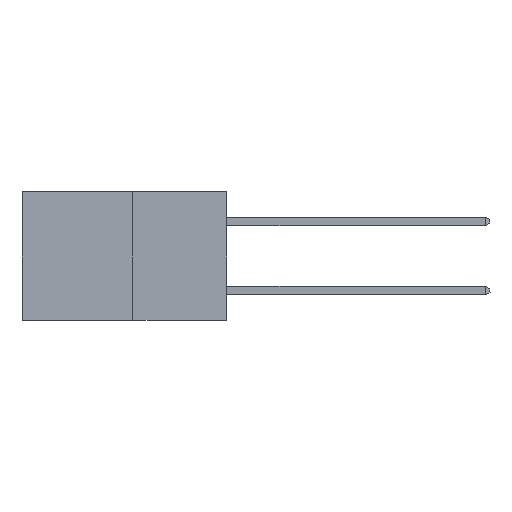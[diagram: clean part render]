
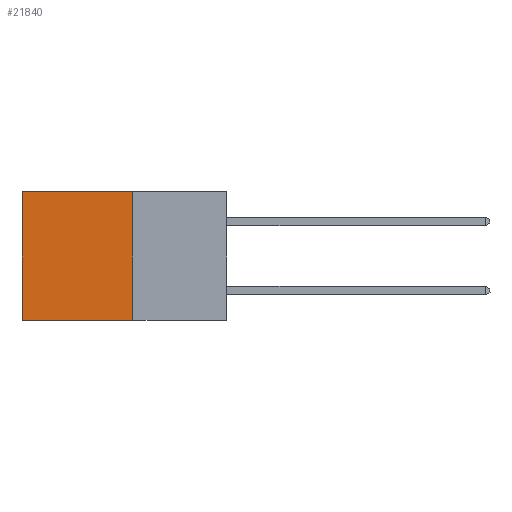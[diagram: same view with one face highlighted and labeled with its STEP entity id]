
A CAD part, left-side view. The second image highlights one B-rep face of the part: STEP entity #21840.
In plain terms, the highlighted planar face has unit normal (-1, 0, 0).
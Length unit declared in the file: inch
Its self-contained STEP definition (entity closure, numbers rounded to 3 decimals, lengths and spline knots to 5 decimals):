
#325 = EDGE_CURVE ( 'NONE', #3135, #9291, #1756, .T. ) ;
#815 = CARTESIAN_POINT ( 'NONE',  ( 0.277, 0.27, -0.37 ) ) ;
#1756 = LINE ( 'NONE', #2784, #10512 ) ;
#2612 = VECTOR ( 'NONE', #9826, 39.37008 ) ;
#2784 = CARTESIAN_POINT ( 'NONE',  ( 0.277, 0.27, 0. ) ) ;
#3135 = VERTEX_POINT ( 'NONE', #8921 ) ;
#3168 = LINE ( 'NONE', #13322, #2612 ) ;
#3950 = CARTESIAN_POINT ( 'NONE',  ( 0.277, 0.27, -0.37 ) ) ;
#4879 = ORIENTED_EDGE ( 'NONE', *, *, #8351, .F. ) ;
#4968 = PLANE ( 'NONE',  #21250 ) ;
#5930 = EDGE_CURVE ( 'NONE', #9291, #15993, #21529, .T. ) ;
#8351 = EDGE_CURVE ( 'NONE', #3135, #15143, #3168, .T. ) ;
#8485 = DIRECTION ( 'NONE',  ( 0., 0., -1. ) ) ;
#8717 = CARTESIAN_POINT ( 'NONE',  ( 0.277, 0.59, 0. ) ) ;
#8921 = CARTESIAN_POINT ( 'NONE',  ( 0.277, 0.27, 0. ) ) ;
#9291 = VERTEX_POINT ( 'NONE', #8717 ) ;
#9374 = EDGE_LOOP ( 'NONE', ( #12695, #15244, #4879, #20466 ) ) ;
#9826 = DIRECTION ( 'NONE',  ( 0., 0., -1. ) ) ;
#10512 = VECTOR ( 'NONE', #11376, 39.37008 ) ;
#10845 = VECTOR ( 'NONE', #12683, 39.37008 ) ;
#11376 = DIRECTION ( 'NONE',  ( 0., 1., 0. ) ) ;
#11720 = CARTESIAN_POINT ( 'NONE',  ( 0.277, 0.59, -0.37 ) ) ;
#12683 = DIRECTION ( 'NONE',  ( 0., 1., 0. ) ) ;
#12695 = ORIENTED_EDGE ( 'NONE', *, *, #5930, .T. ) ;
#13322 = CARTESIAN_POINT ( 'NONE',  ( 0.277, 0.27, -0.37 ) ) ;
#15005 = EDGE_CURVE ( 'NONE', #15143, #15993, #20746, .T. ) ;
#15143 = VERTEX_POINT ( 'NONE', #815 ) ;
#15244 = ORIENTED_EDGE ( 'NONE', *, *, #15005, .F. ) ;
#15993 = VERTEX_POINT ( 'NONE', #11720 ) ;
#16783 = DIRECTION ( 'NONE',  ( 0., 0., -1. ) ) ;
#16977 = VECTOR ( 'NONE', #16783, 39.37008 ) ;
#17304 = CARTESIAN_POINT ( 'NONE',  ( 0.277, 0.27, -0.37 ) ) ;
#18479 = CARTESIAN_POINT ( 'NONE',  ( 0.277, 0.59, -0.37 ) ) ;
#18543 = FACE_OUTER_BOUND ( 'NONE', #9374, .T. ) ;
#19032 = DIRECTION ( 'NONE',  ( 1., 0., 0. ) ) ;
#20466 = ORIENTED_EDGE ( 'NONE', *, *, #325, .T. ) ;
#20746 = LINE ( 'NONE', #3950, #10845 ) ;
#21250 = AXIS2_PLACEMENT_3D ( 'NONE', #17304, #19032, #8485 ) ;
#21529 = LINE ( 'NONE', #18479, #16977 ) ;
#21840 = ADVANCED_FACE ( 'NONE', ( #18543 ), #4968, .F. ) ;
